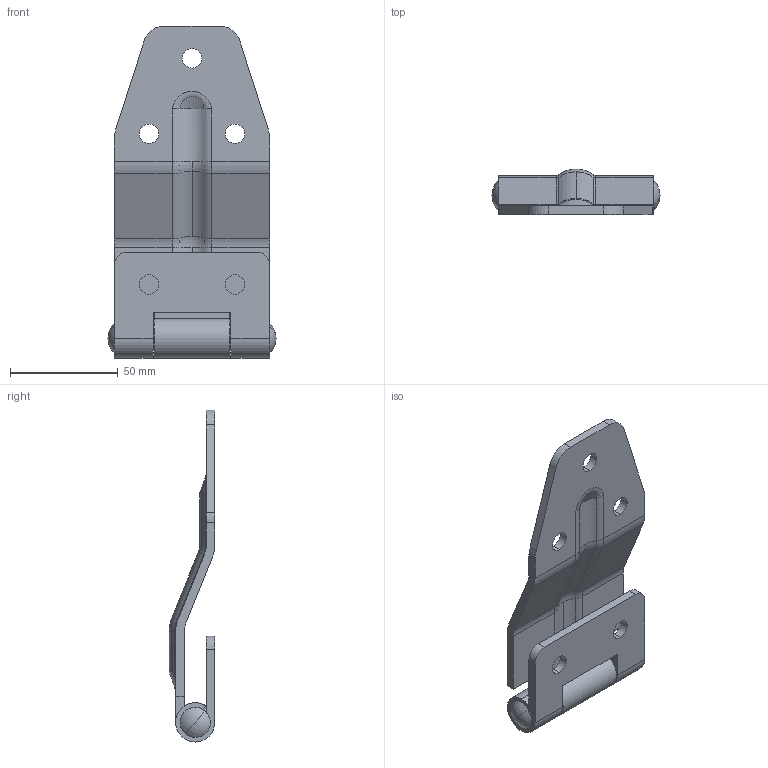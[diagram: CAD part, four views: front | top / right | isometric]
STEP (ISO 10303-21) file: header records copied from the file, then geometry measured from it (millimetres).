
FILE_DESCRIPTION (( 'STEP AP203' ), '1' );
FILE_NAME ('B-1803-3_公.STEP', '2007-01-30T04:34:53', ( ' ' ), ( ' ' ), 'SwSTEP 2.0', 'SolidWorks 2006004', '' );
FILE_SCHEMA (( 'CONFIG_CONTROL_DESIGN' ));
Length unit declared in the file: millimetre
Products named in the file (4): B-1803-3塇崻B_岞_棉太倌; B-1803塇崻A_岞_棉太倌; B-1803僺儞_岞_棉太倌; B-1803-3_公
Assembly tree (3 placements, depth 2):
  B-1803-3_公
    B-1803-3塇崻B_岞_棉太倌
    B-1803僺儞_岞_棉太倌
    B-1803塇崻A_岞_棉太倌
Bounding box: 78 x 21.2 x 154.1 mm (x, y, z)
Volume: 63232.2 mm3; surface area: 35385.8 mm2
Topology: 3 solids, 3 shells, 122 faces, 306 edges, 192 vertices
Faces by surface type: cylinder 66, plane 30, torus 14, bspline 8, sphere 4
Entity records: 10155 total; most frequent: CARTESIAN_POINT 6763, DIRECTION 658, ORIENTED_EDGE 612, EDGE_CURVE 306, AXIS2_PLACEMENT_3D 258, VERTEX_POINT 192, VECTOR 142, LINE 142
